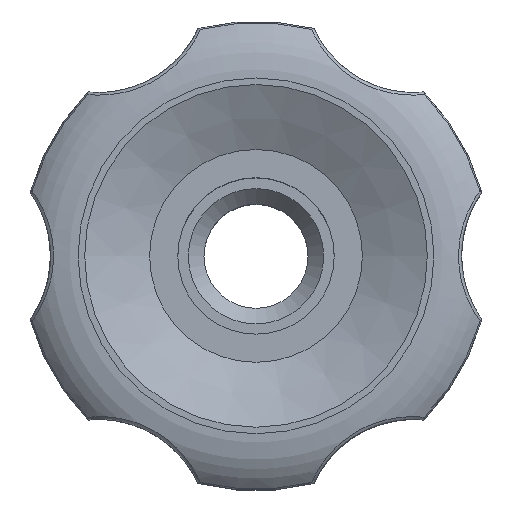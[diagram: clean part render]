
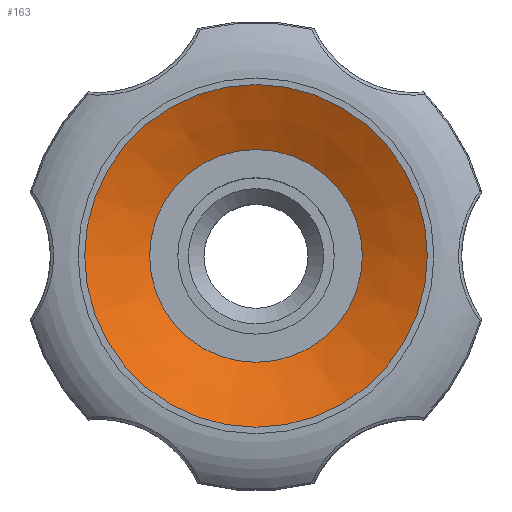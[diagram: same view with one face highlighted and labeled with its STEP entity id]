
A CAD part, top view. The second image highlights one B-rep face of the part: STEP entity #163.
In plain terms, the highlighted conical face has half-angle 64.269 degrees and reference radius 10.95 mm.
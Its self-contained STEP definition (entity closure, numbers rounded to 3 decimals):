
#163 = ADVANCED_FACE( '', ( #343, #344 ), #345, .F. );
#343 = FACE_BOUND( '', #2536, .T. );
#344 = FACE_OUTER_BOUND( '', #2537, .T. );
#345 = CONICAL_SURFACE( '', #2538, 10.95, 1.122 );
#2536 = EDGE_LOOP( '', ( #3621 ) );
#2537 = EDGE_LOOP( '', ( #3622 ) );
#2538 = AXIS2_PLACEMENT_3D( '', #3623, #3624, #3625 );
#3621 = ORIENTED_EDGE( '', *, *, #3857, .F. );
#3622 = ORIENTED_EDGE( '', *, *, #3858, .T. );
#3623 = CARTESIAN_POINT( '', ( 0., 0., 24. ) );
#3624 = DIRECTION( '', ( 0., 0., 1. ) );
#3625 = DIRECTION( '', ( 1., 0., 0. ) );
#3857 = EDGE_CURVE( '', #4120, #4120, #4121, .T. );
#3858 = EDGE_CURVE( '', #4122, #4122, #4123, .T. );
#4120 = VERTEX_POINT( '', #6324 );
#4121 = CIRCLE( '', #6325, 6.8 );
#4122 = VERTEX_POINT( '', #6326 );
#4123 = CIRCLE( '', #6327, 10.95 );
#6324 = CARTESIAN_POINT( '', ( 6.8, 0., 22. ) );
#6325 = AXIS2_PLACEMENT_3D( '', #6551, #6552, #6553 );
#6326 = CARTESIAN_POINT( '', ( 10.95, 0., 24. ) );
#6327 = AXIS2_PLACEMENT_3D( '', #6554, #6555, #6556 );
#6551 = CARTESIAN_POINT( '', ( 0., 0., 22. ) );
#6552 = DIRECTION( '', ( 0., 0., 1. ) );
#6553 = DIRECTION( '', ( 1., 0., 0. ) );
#6554 = CARTESIAN_POINT( '', ( 0., 0., 24. ) );
#6555 = DIRECTION( '', ( 0., 0., 1. ) );
#6556 = DIRECTION( '', ( 1., 0., 0. ) );
